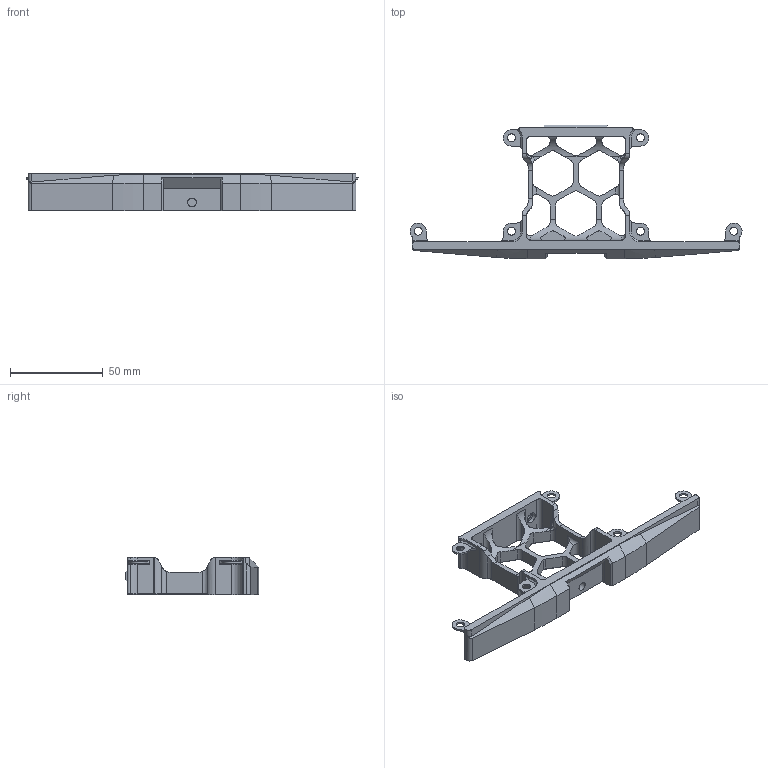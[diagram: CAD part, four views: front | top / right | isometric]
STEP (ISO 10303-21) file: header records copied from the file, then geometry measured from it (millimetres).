
FILE_DESCRIPTION(/* description */ (''),/* implementation_level */ '2;1');
FILE_NAME(/* name */ 'trident_skirt_fan.step',/* time_stamp */ '2025-04-26T10:23:47-05:00',/* author */ (''),/* organization */ (''),/* preprocessor_version */ 'ST-DEVELOPER v20.1',/* originating_system */ 'Autodesk Translation Framework v14.4.0.0',/* authorisation */ '');
FILE_SCHEMA (('AUTOMOTIVE_DESIGN { 1 0 10303 214 3 1 1 }'));
Length unit declared in the file: millimetre
Products named in the file (2): Skirt Fan; Middle Skirt
Assembly tree (1 placements, depth 2):
  Skirt Fan
    Middle Skirt
Bounding box: 179.21 x 72 x 20 mm (x, y, z)
Volume: 40206 mm3; surface area: 21369.3 mm2
Topology: 1 solids, 1 shells, 397 faces, 1054 edges, 655 vertices
Faces by surface type: plane 186, cylinder 125, cone 72, bspline 8, torus 6
Full cylindrical faces by diameter (mm): 3.5 x2, 4.3 x6, 4.7 x1, 6 x2
Entity records: 13068 total; most frequent: CARTESIAN_POINT 3020, ORIENTED_EDGE 2108, DIRECTION 2108, EDGE_CURVE 1054, AXIS2_PLACEMENT_3D 742, VERTEX_POINT 655, LINE 624, VECTOR 624
